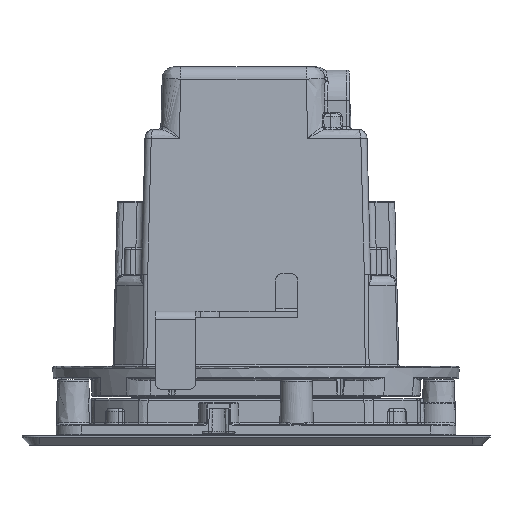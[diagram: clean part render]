
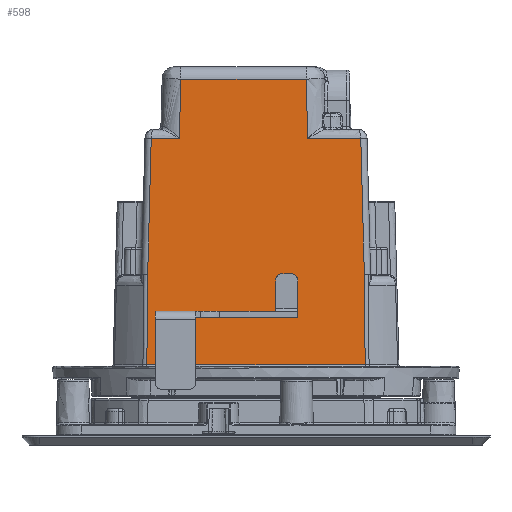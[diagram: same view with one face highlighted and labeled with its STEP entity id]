
A CAD part, front view. The second image highlights one B-rep face of the part: STEP entity #598.
In plain terms, the highlighted planar face has unit normal (0, -1, 0.026).
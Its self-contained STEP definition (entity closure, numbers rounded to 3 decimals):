
#598=ADVANCED_FACE('',(#1864),#18739,.T.);
#1864=FACE_OUTER_BOUND('',#3140,.T.);
#3140=EDGE_LOOP('',(#6272,#6273,#6274,#6275,#6276,#6277,#6278,#6279,#6280,
#6281));
#6272=ORIENTED_EDGE('',*,*,#11094,.T.);
#6273=ORIENTED_EDGE('',*,*,#10346,.T.);
#6274=ORIENTED_EDGE('',*,*,#11123,.T.);
#6275=ORIENTED_EDGE('',*,*,#11121,.F.);
#6276=ORIENTED_EDGE('',*,*,#10942,.T.);
#6277=ORIENTED_EDGE('',*,*,#11087,.T.);
#6278=ORIENTED_EDGE('',*,*,#11064,.F.);
#6279=ORIENTED_EDGE('',*,*,#11080,.F.);
#6280=ORIENTED_EDGE('',*,*,#10937,.T.);
#6281=ORIENTED_EDGE('',*,*,#11089,.F.);
#10346=EDGE_CURVE('',#16197,#16199,#14944,.T.);
#10937=EDGE_CURVE('',#16547,#16575,#15094,.T.);
#10942=EDGE_CURVE('',#16578,#16548,#15096,.T.);
#11064=EDGE_CURVE('',#16645,#16649,#15134,.T.);
#11080=EDGE_CURVE('',#16547,#16645,#15141,.T.);
#11087=EDGE_CURVE('',#16548,#16649,#15148,.T.);
#11089=EDGE_CURVE('',#16658,#16575,#15149,.T.);
#11094=EDGE_CURVE('',#16658,#16197,#13650,.T.);
#11121=EDGE_CURVE('',#16578,#16668,#15156,.T.);
#11123=EDGE_CURVE('',#16199,#16668,#13673,.T.);
#13650=(
BOUNDED_CURVE()
B_SPLINE_CURVE(3,(#34385,#34386,#34387,#34388),.UNSPECIFIED.,.F.,.F.)
B_SPLINE_CURVE_WITH_KNOTS((4,4),(0.,1.),.UNSPECIFIED.)
CURVE()
GEOMETRIC_REPRESENTATION_ITEM()
RATIONAL_B_SPLINE_CURVE((1.,1.,1.,1.))
REPRESENTATION_ITEM('')
);
#13673=(
BOUNDED_CURVE()
B_SPLINE_CURVE(3,(#34480,#34481,#34482,#34483),.UNSPECIFIED.,.F.,.F.)
B_SPLINE_CURVE_WITH_KNOTS((4,4),(0.,1.),.UNSPECIFIED.)
CURVE()
GEOMETRIC_REPRESENTATION_ITEM()
RATIONAL_B_SPLINE_CURVE((1.,1.,1.,1.))
REPRESENTATION_ITEM('')
);
#14944=B_SPLINE_CURVE_WITH_KNOTS('',1,(#31612,#31613),.UNSPECIFIED.,.F.,
 .F.,(2,2),(0.,69.971),.UNSPECIFIED.);
#15094=B_SPLINE_CURVE_WITH_KNOTS('',1,(#33869,#33870),.UNSPECIFIED.,.F.,
 .F.,(2,2),(0.,8.999),.UNSPECIFIED.);
#15096=B_SPLINE_CURVE_WITH_KNOTS('',1,(#33892,#33893),.UNSPECIFIED.,.F.,
 .F.,(2,2),(0.,17.001),.UNSPECIFIED.);
#15134=B_SPLINE_CURVE_WITH_KNOTS('',1,(#34291,#34292),.UNSPECIFIED.,.F.,
 .F.,(2,2),(-40.161,0.),.UNSPECIFIED.);
#15141=B_SPLINE_CURVE_WITH_KNOTS('',1,(#34352,#34353),.UNSPECIFIED.,.F.,
 .F.,(2,2),(-19.039,0.),.UNSPECIFIED.);
#15148=B_SPLINE_CURVE_WITH_KNOTS('',1,(#34366,#34367),.UNSPECIFIED.,.F.,
 .F.,(2,2),(0.,19.039),.UNSPECIFIED.);
#15149=B_SPLINE_CURVE_WITH_KNOTS('',1,(#34371,#34372),.UNSPECIFIED.,.F.,
 .F.,(2,2),(-43.547,0.),.UNSPECIFIED.);
#15156=B_SPLINE_CURVE_WITH_KNOTS('',1,(#34474,#34475),.UNSPECIFIED.,.F.,
 .F.,(2,2),(-43.547,0.),.UNSPECIFIED.);
#16197=VERTEX_POINT('',#30241);
#16199=VERTEX_POINT('',#30243);
#16547=VERTEX_POINT('',#30591);
#16548=VERTEX_POINT('',#30592);
#16575=VERTEX_POINT('',#30619);
#16578=VERTEX_POINT('',#30622);
#16645=VERTEX_POINT('',#30689);
#16649=VERTEX_POINT('',#30693);
#16658=VERTEX_POINT('',#30702);
#16668=VERTEX_POINT('',#30712);
#18739=PLANE('',#19085);
#19085=AXIS2_PLACEMENT_3D('',#29505,#19347,$);
#19347=DIRECTION('',(0.,-1.,0.026));
#29505=CARTESIAN_POINT('',(-42.592,-43.964,2.982));
#30241=CARTESIAN_POINT('',(-34.985,-46.62,-98.423));
#30243=CARTESIAN_POINT('',(34.985,-46.62,-98.423));
#30591=CARTESIAN_POINT('',(-24.58,-44.719,-25.831));
#30592=CARTESIAN_POINT('',(16.578,-44.719,-25.831));
#30619=CARTESIAN_POINT('',(-33.578,-44.719,-25.831));
#30622=CARTESIAN_POINT('',(33.578,-44.719,-25.831));
#30689=CARTESIAN_POINT('',(-24.081,-44.221,-6.805));
#30693=CARTESIAN_POINT('',(16.079,-44.221,-6.805));
#30702=CARTESIAN_POINT('',(-34.718,-45.858,-69.349));
#30712=CARTESIAN_POINT('',(34.718,-45.858,-69.349));
#31612=CARTESIAN_POINT('',(-34.985,-46.62,-98.423));
#31613=CARTESIAN_POINT('',(34.985,-46.62,-98.423));
#33869=CARTESIAN_POINT('',(-24.58,-44.719,-25.831));
#33870=CARTESIAN_POINT('',(-33.578,-44.719,-25.831));
#33892=CARTESIAN_POINT('',(33.578,-44.719,-25.831));
#33893=CARTESIAN_POINT('',(16.578,-44.719,-25.831));
#34291=CARTESIAN_POINT('',(-24.081,-44.221,-6.805));
#34292=CARTESIAN_POINT('',(16.079,-44.221,-6.805));
#34352=CARTESIAN_POINT('',(-24.58,-44.719,-25.831));
#34353=CARTESIAN_POINT('',(-24.081,-44.221,-6.805));
#34366=CARTESIAN_POINT('',(16.578,-44.719,-25.831));
#34367=CARTESIAN_POINT('',(16.079,-44.221,-6.805));
#34371=CARTESIAN_POINT('',(-34.718,-45.858,-69.349));
#34372=CARTESIAN_POINT('',(-33.578,-44.719,-25.831));
#34385=CARTESIAN_POINT('',(-34.718,-45.858,-69.349));
#34386=CARTESIAN_POINT('',(-34.807,-46.112,-79.04));
#34387=CARTESIAN_POINT('',(-34.897,-46.366,-88.731));
#34388=CARTESIAN_POINT('',(-34.985,-46.62,-98.423));
#34474=CARTESIAN_POINT('',(33.578,-44.719,-25.831));
#34475=CARTESIAN_POINT('',(34.718,-45.858,-69.349));
#34480=CARTESIAN_POINT('',(34.985,-46.62,-98.423));
#34481=CARTESIAN_POINT('',(34.897,-46.366,-88.731));
#34482=CARTESIAN_POINT('',(34.807,-46.112,-79.04));
#34483=CARTESIAN_POINT('',(34.718,-45.858,-69.349));
